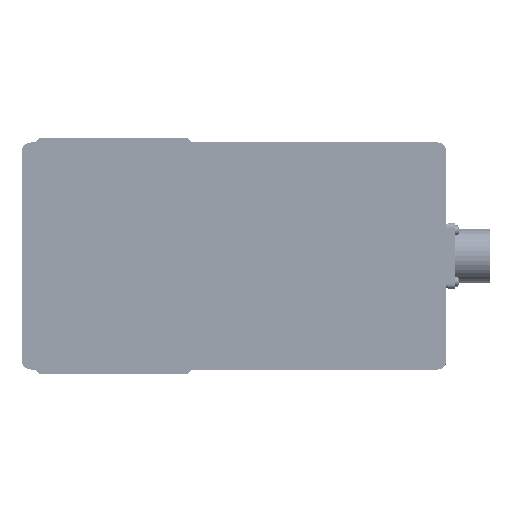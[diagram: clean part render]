
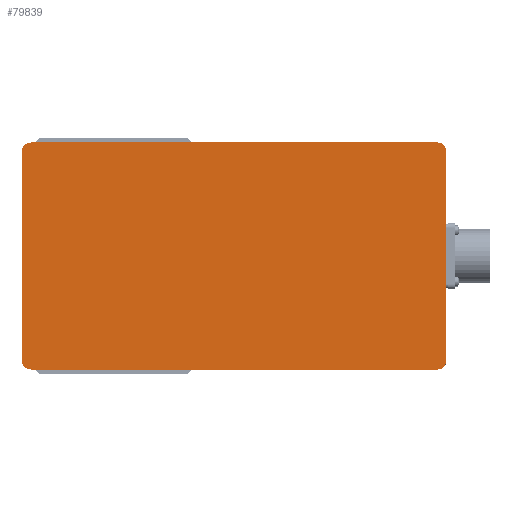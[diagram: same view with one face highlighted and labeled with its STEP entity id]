
A CAD part, front view. The second image highlights one B-rep face of the part: STEP entity #79839.
In plain terms, the highlighted face is planar.
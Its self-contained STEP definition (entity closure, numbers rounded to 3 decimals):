
#2040 = DIRECTION ( 'NONE',  ( 0., 0., -1. ) ) ;
#2454 = CARTESIAN_POINT ( 'NONE',  ( -60., -47.5, -141. ) ) ;
#2498 = LINE ( 'NONE', #117365, #92930 ) ;
#6552 = CARTESIAN_POINT ( 'NONE',  ( -60., 185.5, -141. ) ) ;
#7324 = EDGE_CURVE ( 'NONE', #81104, #49892, #25922, .T. ) ;
#8483 = AXIS2_PLACEMENT_3D ( 'NONE', #83009, #50372, #16310 ) ;
#9054 = DIRECTION ( 'NONE',  ( 0., -1., 0. ) ) ;
#9179 = VERTEX_POINT ( 'NONE', #69659 ) ;
#9754 = VECTOR ( 'NONE', #126927, 1000. ) ;
#13869 = CARTESIAN_POINT ( 'NONE',  ( 60., 190.501, -141. ) ) ;
#15680 = CARTESIAN_POINT ( 'NONE',  ( -60., -52.501, -141. ) ) ;
#16087 = EDGE_CURVE ( 'NONE', #9179, #141791, #74793, .T. ) ;
#16238 = CARTESIAN_POINT ( 'NONE',  ( 65.001, 185.5, -141. ) ) ;
#16310 = DIRECTION ( 'NONE',  ( -1., 0., 0. ) ) ;
#16325 = CARTESIAN_POINT ( 'NONE',  ( -60., 190.501, -141. ) ) ;
#25204 = DIRECTION ( 'NONE',  ( 1., 0., 0. ) ) ;
#25922 = CIRCLE ( 'NONE', #85155, 5.001 ) ;
#26186 = DIRECTION ( 'NONE',  ( -1., 0., 0. ) ) ;
#26293 = CARTESIAN_POINT ( 'NONE',  ( -60., 190.501, -141. ) ) ;
#29485 = DIRECTION ( 'NONE',  ( 0., 0., -1. ) ) ;
#30736 = ORIENTED_EDGE ( 'NONE', *, *, #136122, .T. ) ;
#31959 = EDGE_CURVE ( 'NONE', #62369, #62062, #36055, .T. ) ;
#32402 = VERTEX_POINT ( 'NONE', #89446 ) ;
#36055 = CIRCLE ( 'NONE', #81031, 5.001 ) ;
#38287 = ORIENTED_EDGE ( 'NONE', *, *, #31959, .T. ) ;
#39180 = AXIS2_PLACEMENT_3D ( 'NONE', #114297, #145459, #43915 ) ;
#41382 = VECTOR ( 'NONE', #25204, 1000. ) ;
#43915 = DIRECTION ( 'NONE',  ( -1., 0., 0. ) ) ;
#47207 = CARTESIAN_POINT ( 'NONE',  ( 60., 185.5, -141. ) ) ;
#47627 = DIRECTION ( 'NONE',  ( 0., 0., -1. ) ) ;
#49892 = VERTEX_POINT ( 'NONE', #72242 ) ;
#50372 = DIRECTION ( 'NONE',  ( 0., 0., -1. ) ) ;
#55028 = FACE_OUTER_BOUND ( 'NONE', #83124, .T. ) ;
#62062 = VERTEX_POINT ( 'NONE', #16238 ) ;
#62369 = VERTEX_POINT ( 'NONE', #13869 ) ;
#63541 = DIRECTION ( 'NONE',  ( -1., 0., 0. ) ) ;
#68311 = PLANE ( 'NONE',  #39180 ) ;
#69659 = CARTESIAN_POINT ( 'NONE',  ( 65.001, -47.5, -141. ) ) ;
#72241 = CARTESIAN_POINT ( 'NONE',  ( 65.001, 185.5, -141. ) ) ;
#72242 = CARTESIAN_POINT ( 'NONE',  ( -65.001, -47.5, -141. ) ) ;
#72384 = ORIENTED_EDGE ( 'NONE', *, *, #146380, .T. ) ;
#74596 = ORIENTED_EDGE ( 'NONE', *, *, #92980, .T. ) ;
#74793 = CIRCLE ( 'NONE', #8483, 5.001 ) ;
#79582 = ORIENTED_EDGE ( 'NONE', *, *, #7324, .T. ) ;
#79839 = ADVANCED_FACE ( 'NONE', ( #55028 ), #68311, .T. ) ;
#81031 = AXIS2_PLACEMENT_3D ( 'NONE', #47207, #2040, #134044 ) ;
#81104 = VERTEX_POINT ( 'NONE', #15680 ) ;
#83009 = CARTESIAN_POINT ( 'NONE',  ( 60., -47.5, -141. ) ) ;
#83124 = EDGE_LOOP ( 'NONE', ( #98720, #72384, #79582, #30736, #101805, #74596, #38287, #127723 ) ) ;
#85155 = AXIS2_PLACEMENT_3D ( 'NONE', #2454, #47627, #138088 ) ;
#88363 = LINE ( 'NONE', #72241, #129126 ) ;
#89446 = CARTESIAN_POINT ( 'NONE',  ( -65.001, 185.5, -141. ) ) ;
#91411 = LINE ( 'NONE', #115079, #9754 ) ;
#92930 = VECTOR ( 'NONE', #26186, 1000. ) ;
#92980 = EDGE_CURVE ( 'NONE', #95336, #62369, #117852, .T. ) ;
#94869 = EDGE_CURVE ( 'NONE', #62062, #9179, #88363, .T. ) ;
#95336 = VERTEX_POINT ( 'NONE', #26293 ) ;
#98720 = ORIENTED_EDGE ( 'NONE', *, *, #16087, .T. ) ;
#99260 = CARTESIAN_POINT ( 'NONE',  ( 60., -52.501, -141. ) ) ;
#101805 = ORIENTED_EDGE ( 'NONE', *, *, #115082, .T. ) ;
#109248 = AXIS2_PLACEMENT_3D ( 'NONE', #6552, #29485, #63541 ) ;
#114297 = CARTESIAN_POINT ( 'NONE',  ( 60., -47.5, -141. ) ) ;
#115079 = CARTESIAN_POINT ( 'NONE',  ( -65.001, -47.5, -141. ) ) ;
#115082 = EDGE_CURVE ( 'NONE', #32402, #95336, #137550, .T. ) ;
#117365 = CARTESIAN_POINT ( 'NONE',  ( 60., -52.501, -141. ) ) ;
#117852 = LINE ( 'NONE', #16325, #41382 ) ;
#126927 = DIRECTION ( 'NONE',  ( 0., 1., 0. ) ) ;
#127723 = ORIENTED_EDGE ( 'NONE', *, *, #94869, .T. ) ;
#129126 = VECTOR ( 'NONE', #9054, 1000. ) ;
#134044 = DIRECTION ( 'NONE',  ( -1., 0., 0. ) ) ;
#136122 = EDGE_CURVE ( 'NONE', #49892, #32402, #91411, .T. ) ;
#137550 = CIRCLE ( 'NONE', #109248, 5.001 ) ;
#138088 = DIRECTION ( 'NONE',  ( -1., 0., 0. ) ) ;
#141791 = VERTEX_POINT ( 'NONE', #99260 ) ;
#145459 = DIRECTION ( 'NONE',  ( 0., 0., -1. ) ) ;
#146380 = EDGE_CURVE ( 'NONE', #141791, #81104, #2498, .T. ) ;
